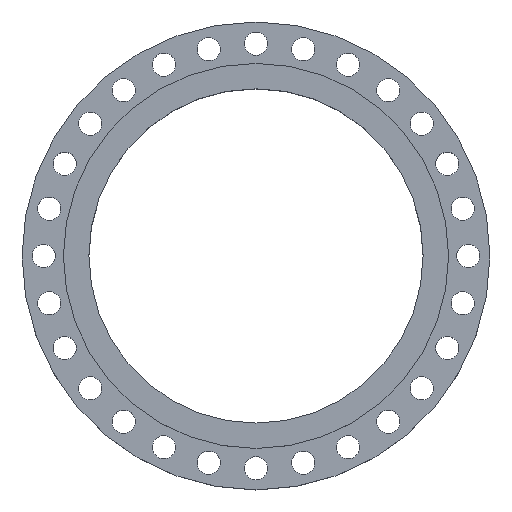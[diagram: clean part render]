
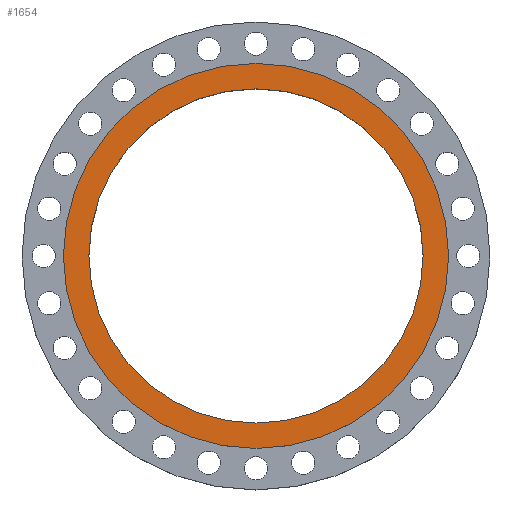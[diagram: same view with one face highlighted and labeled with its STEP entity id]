
A CAD part, top view. The second image highlights one B-rep face of the part: STEP entity #1654.
In plain terms, the highlighted planar face has unit normal (0, 0, 1).
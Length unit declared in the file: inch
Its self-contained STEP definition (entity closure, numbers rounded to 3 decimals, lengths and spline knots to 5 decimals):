
#192 = VERTEX_POINT ( 'NONE', #442 ) ;
#197 = PLANE ( 'NONE',  #2351 ) ;
#240 = DIRECTION ( 'NONE',  ( 0., 0., 1. ) ) ;
#248 = DIRECTION ( 'NONE',  ( 1., 0., 0. ) ) ;
#277 = EDGE_CURVE ( 'NONE', #2234, #790, #407, .T. ) ;
#348 = CIRCLE ( 'NONE', #1809, 14.375 ) ;
#395 = DIRECTION ( 'NONE',  ( -1., 0., 0. ) ) ;
#407 = CIRCLE ( 'NONE', #2294, 14.375 ) ;
#442 = CARTESIAN_POINT ( 'NONE',  ( 16.5625, 0., 0. ) ) ;
#493 = EDGE_LOOP ( 'NONE', ( #2404, #2075 ) ) ;
#525 = EDGE_CURVE ( 'NONE', #1297, #192, #1033, .T. ) ;
#589 = CIRCLE ( 'NONE', #2226, 16.5625 ) ;
#610 = FACE_BOUND ( 'NONE', #493, .T. ) ;
#615 = ORIENTED_EDGE ( 'NONE', *, *, #1446, .T. ) ;
#790 = VERTEX_POINT ( 'NONE', #1295 ) ;
#962 = DIRECTION ( 'NONE',  ( 0., 0., 1. ) ) ;
#979 = DIRECTION ( 'NONE',  ( 0., 0., -1. ) ) ;
#992 = FACE_OUTER_BOUND ( 'NONE', #1585, .T. ) ;
#1017 = CARTESIAN_POINT ( 'NONE',  ( -16.5625, 0., 0. ) ) ;
#1033 = CIRCLE ( 'NONE', #1801, 16.5625 ) ;
#1127 = CARTESIAN_POINT ( 'NONE',  ( 0., 0., 0. ) ) ;
#1197 = DIRECTION ( 'NONE',  ( 1., 0., 0. ) ) ;
#1295 = CARTESIAN_POINT ( 'NONE',  ( -14.375, 0., 0. ) ) ;
#1297 = VERTEX_POINT ( 'NONE', #1017 ) ;
#1413 = CARTESIAN_POINT ( 'NONE',  ( 0., 14.375, 0. ) ) ;
#1446 = EDGE_CURVE ( 'NONE', #192, #1297, #589, .T. ) ;
#1484 = DIRECTION ( 'NONE',  ( 1., 0., 0. ) ) ;
#1552 = CARTESIAN_POINT ( 'NONE',  ( 0., 0., 0. ) ) ;
#1585 = EDGE_LOOP ( 'NONE', ( #615, #2157 ) ) ;
#1629 = DIRECTION ( 'NONE',  ( 1., 0., 0. ) ) ;
#1654 = ADVANCED_FACE ( 'NONE', ( #610, #992 ), #197, .F. ) ;
#1801 = AXIS2_PLACEMENT_3D ( 'NONE', #2370, #240, #248 ) ;
#1809 = AXIS2_PLACEMENT_3D ( 'NONE', #2403, #1992, #1197 ) ;
#1903 = EDGE_CURVE ( 'NONE', #790, #2234, #348, .T. ) ;
#1992 = DIRECTION ( 'NONE',  ( 0., 0., 1. ) ) ;
#2075 = ORIENTED_EDGE ( 'NONE', *, *, #1903, .F. ) ;
#2157 = ORIENTED_EDGE ( 'NONE', *, *, #525, .T. ) ;
#2178 = CARTESIAN_POINT ( 'NONE',  ( 14.375, 0., 0. ) ) ;
#2226 = AXIS2_PLACEMENT_3D ( 'NONE', #1552, #962, #1629 ) ;
#2234 = VERTEX_POINT ( 'NONE', #2178 ) ;
#2294 = AXIS2_PLACEMENT_3D ( 'NONE', #1127, #2335, #1484 ) ;
#2335 = DIRECTION ( 'NONE',  ( 0., 0., 1. ) ) ;
#2351 = AXIS2_PLACEMENT_3D ( 'NONE', #1413, #979, #395 ) ;
#2370 = CARTESIAN_POINT ( 'NONE',  ( 0., 0., 0. ) ) ;
#2403 = CARTESIAN_POINT ( 'NONE',  ( 0., 0., 0. ) ) ;
#2404 = ORIENTED_EDGE ( 'NONE', *, *, #277, .F. ) ;
